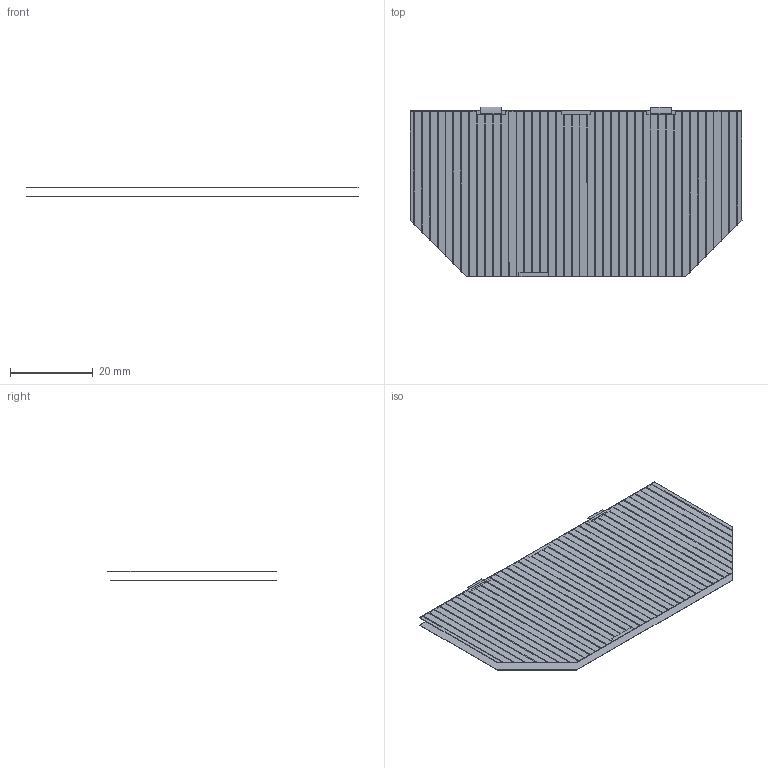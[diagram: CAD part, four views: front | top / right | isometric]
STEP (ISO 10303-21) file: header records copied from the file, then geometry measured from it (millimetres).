
FILE_DESCRIPTION(/* description */ (''),/* implementation_level */ '2;1');
FILE_NAME(/* name */ '281solar_cel2010l.stp',/* time_stamp */ '2019-04-06T18:50:53-04:00',/* author */ ('David'),/* organization */ (''),/* preprocessor_version */ 'ST-DEVELOPER v18',/* originating_system */ 'AutoCAD Mechanical',/* authorisation */ '');
FILE_SCHEMA (('AUTOMOTIVE_DESIGN { 1 0 10303 214 3 1 1 }'));
Length unit declared in the file: inch
Products named in the file (1): Product
Bounding box: 80 x 40.87 x 2.4 mm (x, y, z)
Volume: 879.7 mm3; surface area: 18941.1 mm2
Topology: 6 solids, 6 shells, 224 faces, 636 edges, 424 vertices
Faces by surface type: plane 220, cylinder 4
Entity records: 7169 total; most frequent: CARTESIAN_POINT 1285, ORIENTED_EDGE 1272, DIRECTION 1094, EDGE_CURVE 636, LINE 628, VECTOR 628, VERTEX_POINT 424, AXIS2_PLACEMENT_3D 233
